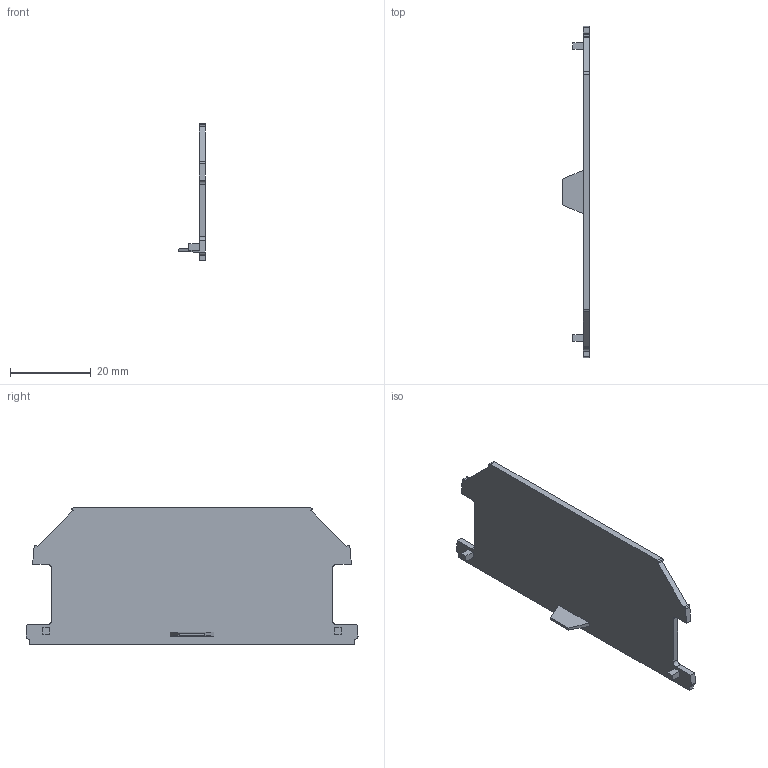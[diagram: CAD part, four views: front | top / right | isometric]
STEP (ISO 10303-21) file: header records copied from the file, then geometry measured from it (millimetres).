
FILE_DESCRIPTION(('CATIA V5R20 STEP214'),'2;1');
FILE_NAME ('5888984_2', '2014-07-08T08:46:15+00:00', ('Weidmueller Interface'), ('Weidmueller'), 'CATIA Version 5 Release 20 SP 5 (IN-10)', 'CATIA V5 STEP AP214', 'none');
FILE_SCHEMA(('AUTOMOTIVE_DESIGN { 1 0 10303 214 1 1 1 1 }'));
Length unit declared in the file: millimetre
Products named in the file (1): 1238880000_WAP_WTL6_SL_4-6
Bounding box: 6.5 x 82.2 x 33.85 mm (x, y, z)
Volume: 3692.7 mm3; surface area: 5335.9 mm2
Topology: 1 solids, 1 shells, 51 faces, 138 edges, 92 vertices
Faces by surface type: plane 37, cylinder 14
Entity records: 1560 total; most frequent: ORIENTED_EDGE 276, CARTESIAN_POINT 275, DIRECTION 226, EDGE_CURVE 138, VECTOR 110, LINE 110, VERTEX_POINT 92, AXIS2_PLACEMENT_3D 73
